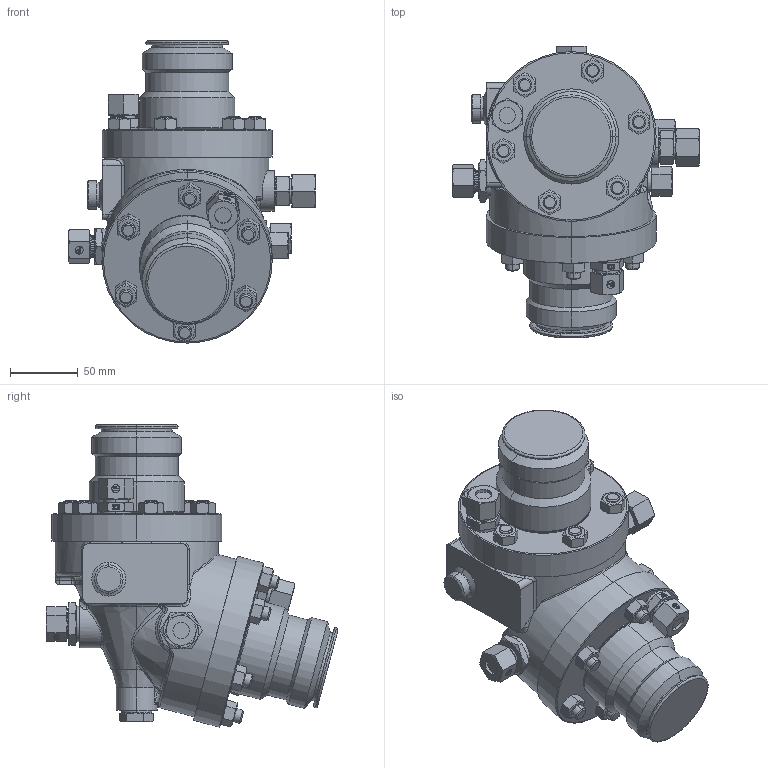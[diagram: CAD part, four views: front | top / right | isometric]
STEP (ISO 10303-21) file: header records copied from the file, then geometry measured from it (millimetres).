
FILE_DESCRIPTION (( 'STEP AP214' ), '1' );
FILE_NAME ('HON610 MD.STEP', '2017-03-02T12:30:59', ( '' ), ( '' ), 'SwSTEP 2.0', 'SolidWorks 2015', '' );
FILE_SCHEMA (( 'AUTOMOTIVE_DESIGN' ));
Length unit declared in the file: millimetre
Products named in the file (1): HON610 MD
Bounding box: 181.69 x 214.83 x 222.45 mm (x, y, z)
Volume: 2064431.6 mm3; surface area: 145140.4 mm2
Topology: 1 solids, 1 shells, 1155 faces, 2792 edges, 1737 vertices
Faces by surface type: plane 449, cone 304, cylinder 287, bspline 115
Entity records: 61321 total; most frequent: CARTESIAN_POINT 22934, ORIENTED_EDGE 5562, DIRECTION 5025, EDGE_CURVE 2781, AXIS2_PLACEMENT_3D 1972, VERTEX_POINT 1737, EDGE_LOOP 1264, UNCERTAINTY_MEASURE_WITH_UNIT 1158
